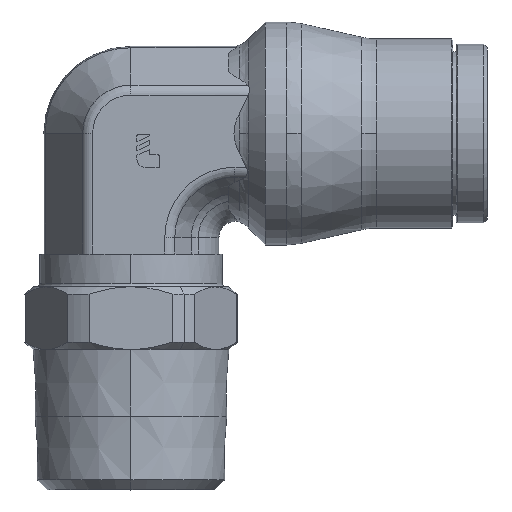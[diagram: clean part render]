
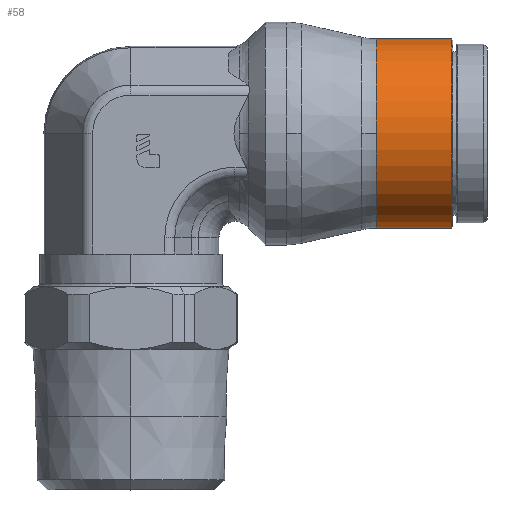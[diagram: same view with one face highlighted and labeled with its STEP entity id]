
A CAD part, top view. The second image highlights one B-rep face of the part: STEP entity #58.
In plain terms, the highlighted cylindrical face has radius 8.23 mm (diameter 16.46 mm), a partial arc.
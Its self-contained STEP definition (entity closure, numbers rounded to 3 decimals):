
#58=ADVANCED_FACE('',(#237),#238,.T.);
#237=FACE_OUTER_BOUND('',#582,.T.);
#238=CYLINDRICAL_SURFACE('',#583,8.23);
#582=EDGE_LOOP('',(#1012,#1013,#1014,#1015,#1016));
#583=AXIS2_PLACEMENT_3D('',#1017,#1018,#1019);
#1012=ORIENTED_EDGE('',*,*,#2281,.F.);
#1013=ORIENTED_EDGE('',*,*,#2282,.T.);
#1014=ORIENTED_EDGE('',*,*,#2283,.T.);
#1015=ORIENTED_EDGE('',*,*,#2284,.F.);
#1016=ORIENTED_EDGE('',*,*,#2278,.F.);
#1017=CARTESIAN_POINT('',(24.625,0.0,0.));
#1018=DIRECTION('',(1.0,0.0,0.0));
#1019=DIRECTION('',(0.0,1.0,0.0));
#2278=EDGE_CURVE('',#2739,#2742,#2743,.T.);
#2281=EDGE_CURVE('',#2747,#2739,#2748,.T.);
#2282=EDGE_CURVE('',#2747,#2749,#2750,.T.);
#2283=EDGE_CURVE('',#2749,#2751,#2752,.T.);
#2284=EDGE_CURVE('',#2742,#2751,#2753,.T.);
#2739=VERTEX_POINT('',#3555);
#2742=VERTEX_POINT('',#3559);
#2743=CIRCLE('',#3560,8.23);
#2747=VERTEX_POINT('',#3565);
#2748=LINE('',#3566,#3567);
#2749=VERTEX_POINT('',#3568);
#2750=CIRCLE('',#3569,8.23);
#2751=VERTEX_POINT('',#3570);
#2752=CIRCLE('',#3571,8.23);
#2753=LINE('',#3572,#3573);
#3555=CARTESIAN_POINT('',(27.9,8.23,0.));
#3559=CARTESIAN_POINT('',(27.9,-8.23,0.));
#3560=AXIS2_PLACEMENT_3D('',#4827,#4828,#4829);
#3565=CARTESIAN_POINT('',(21.35,8.23,0.));
#3566=CARTESIAN_POINT('',(24.625,8.23,0.));
#3567=VECTOR('',#4834,1.0);
#3568=CARTESIAN_POINT('',(21.35,0.,8.23));
#3569=AXIS2_PLACEMENT_3D('',#4835,#4836,#4837);
#3570=CARTESIAN_POINT('',(21.35,-8.23,0.));
#3571=AXIS2_PLACEMENT_3D('',#4838,#4839,#4840);
#3572=CARTESIAN_POINT('',(24.625,-8.23,0.));
#3573=VECTOR('',#4841,1.0);
#4827=CARTESIAN_POINT('',(27.9,0.0,0.));
#4828=DIRECTION('',(1.0,0.0,0.0));
#4829=DIRECTION('',(0.0,1.0,0.0));
#4834=DIRECTION('',(1.0,0.0,0.0));
#4835=CARTESIAN_POINT('',(21.35,0.0,0.));
#4836=DIRECTION('',(1.0,0.0,0.0));
#4837=DIRECTION('',(0.0,1.0,0.0));
#4838=CARTESIAN_POINT('',(21.35,0.0,0.));
#4839=DIRECTION('',(1.0,0.0,0.0));
#4840=DIRECTION('',(0.0,1.0,0.0));
#4841=DIRECTION('',(-1.0,-0.0,-0.0));
